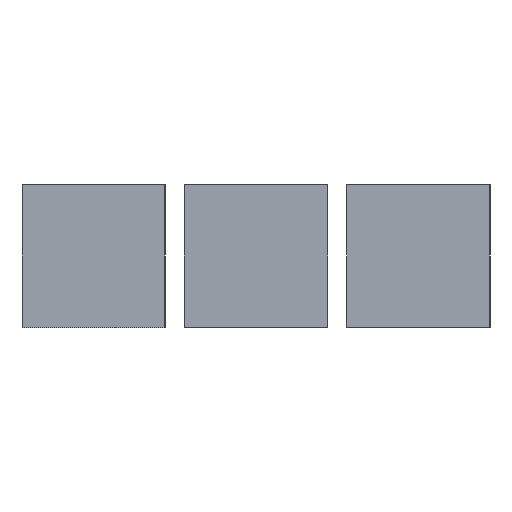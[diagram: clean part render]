
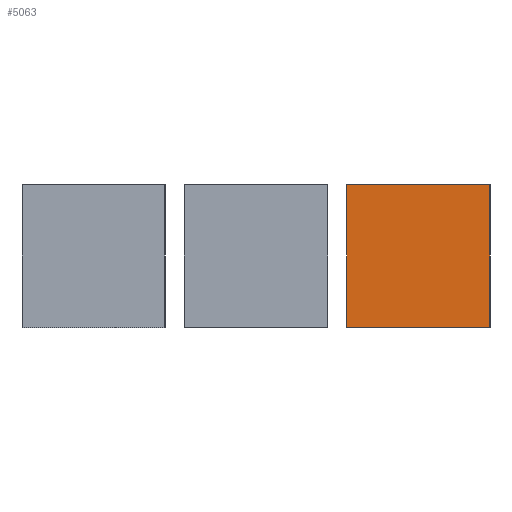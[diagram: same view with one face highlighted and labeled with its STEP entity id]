
A CAD part, left-side view. The second image highlights one B-rep face of the part: STEP entity #5063.
In plain terms, the highlighted planar face has unit normal (-1, 0, 0).
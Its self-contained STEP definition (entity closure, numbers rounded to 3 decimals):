
#5007=CARTESIAN_POINT('',(-6.6,-23.4,0.));
#5008=VERTEX_POINT('',#5007);
#5015=CARTESIAN_POINT('',(-6.6,-23.4,13.2));
#5016=VERTEX_POINT('',#5015);
#5017=CARTESIAN_POINT('',(-6.6,-23.4,13.2));
#5018=DIRECTION('',(0.,0.,-1.));
#5019=VECTOR('',#5018,13.2);
#5020=LINE('',#5017,#5019);
#5021=EDGE_CURVE('',#5016,#5008,#5020,.T.);
#5033=CARTESIAN_POINT('',(-6.6,-30.,13.2));
#5034=DIRECTION('',(-1.,0.,0.));
#5035=DIRECTION('',(0.,0.,1.));
#5036=AXIS2_PLACEMENT_3D('',#5033,#5034,#5035);
#5037=PLANE('',#5036);
#5038=CARTESIAN_POINT('',(-6.6,-36.6,0.));
#5039=VERTEX_POINT('',#5038);
#5040=CARTESIAN_POINT('',(-6.6,-36.6,0.));
#5041=DIRECTION('',(0.,1.,0.));
#5042=VECTOR('',#5041,13.2);
#5043=LINE('',#5040,#5042);
#5044=EDGE_CURVE('',#5039,#5008,#5043,.T.);
#5045=ORIENTED_EDGE('',*,*,#5044,.F.);
#5046=CARTESIAN_POINT('',(-6.6,-36.6,13.2));
#5047=VERTEX_POINT('',#5046);
#5048=CARTESIAN_POINT('',(-6.6,-36.6,13.2));
#5049=DIRECTION('',(0.,0.,-1.));
#5050=VECTOR('',#5049,13.2);
#5051=LINE('',#5048,#5050);
#5052=EDGE_CURVE('',#5047,#5039,#5051,.T.);
#5053=ORIENTED_EDGE('',*,*,#5052,.F.);
#5054=CARTESIAN_POINT('',(-6.6,-36.6,13.2));
#5055=DIRECTION('',(0.,1.,0.));
#5056=VECTOR('',#5055,13.2);
#5057=LINE('',#5054,#5056);
#5058=EDGE_CURVE('',#5047,#5016,#5057,.T.);
#5059=ORIENTED_EDGE('',*,*,#5058,.T.);
#5060=ORIENTED_EDGE('',*,*,#5021,.T.);
#5061=EDGE_LOOP('',(#5045,#5053,#5059,#5060));
#5062=FACE_BOUND('',#5061,.T.);
#5063=ADVANCED_FACE('',(#5062),#5037,.T.);
